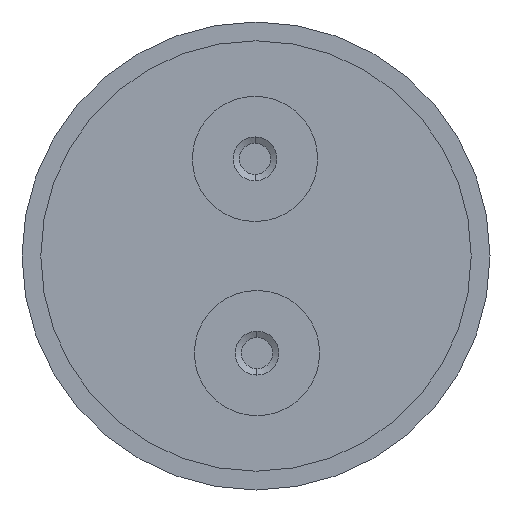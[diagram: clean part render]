
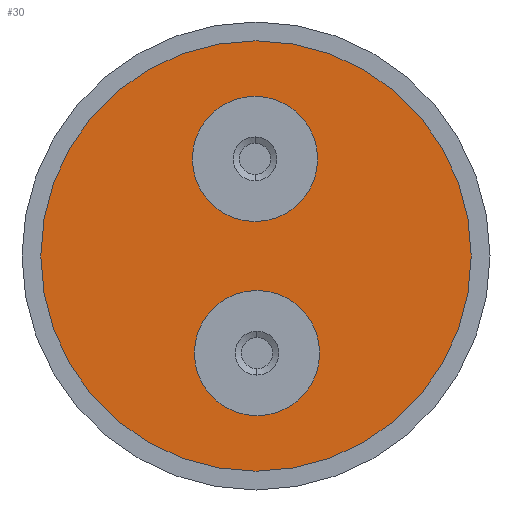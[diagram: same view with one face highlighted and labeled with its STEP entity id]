
A CAD part, front view. The second image highlights one B-rep face of the part: STEP entity #30.
In plain terms, the highlighted planar face has unit normal (0, -1, 0).
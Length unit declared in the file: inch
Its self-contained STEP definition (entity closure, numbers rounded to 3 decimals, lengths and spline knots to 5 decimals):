
#17 = VERTEX_POINT ( 'NONE', #1227 ) ;
#20 = ORIENTED_EDGE ( 'NONE', *, *, #900, .F. ) ;
#21 = DIRECTION ( 'NONE',  ( 0., 0., 1. ) ) ;
#30 = ADVANCED_FACE ( 'NONE', ( #152, #1536, #1492 ), #142, .F. ) ;
#72 = CARTESIAN_POINT ( 'NONE',  ( -0.0016, 0.34, 0.25499 ) ) ;
#100 = CARTESIAN_POINT ( 'NONE',  ( -0.0016, 0.34, 0.05499 ) ) ;
#125 = DIRECTION ( 'NONE',  ( 0., 0., -1. ) ) ;
#142 = PLANE ( 'NONE',  #1471 ) ;
#152 = FACE_BOUND ( 'NONE', #902, .T. ) ;
#156 = DIRECTION ( 'NONE',  ( 0., 1., 0. ) ) ;
#174 = CIRCLE ( 'NONE', #322, 0.1 ) ;
#258 = DIRECTION ( 'NONE',  ( 0., -1., 0. ) ) ;
#276 = EDGE_CURVE ( 'NONE', #17, #676, #174, .T. ) ;
#281 = EDGE_LOOP ( 'NONE', ( #1125, #20 ) ) ;
#322 = AXIS2_PLACEMENT_3D ( 'NONE', #1322, #1465, #1333 ) ;
#325 = CARTESIAN_POINT ( 'NONE',  ( 0., 0.34, 0. ) ) ;
#334 = EDGE_CURVE ( 'NONE', #676, #17, #1396, .T. ) ;
#387 = AXIS2_PLACEMENT_3D ( 'NONE', #1366, #594, #830 ) ;
#446 = EDGE_CURVE ( 'NONE', #1088, #881, #1649, .T. ) ;
#522 = ORIENTED_EDGE ( 'NONE', *, *, #865, .T. ) ;
#561 = CARTESIAN_POINT ( 'NONE',  ( 0.0016, 0.34, -0.15499 ) ) ;
#581 = CARTESIAN_POINT ( 'NONE',  ( -0.0016, 0.34, 0.15499 ) ) ;
#594 = DIRECTION ( 'NONE',  ( 0., -1., 0. ) ) ;
#650 = AXIS2_PLACEMENT_3D ( 'NONE', #1664, #909, #125 ) ;
#676 = VERTEX_POINT ( 'NONE', #821 ) ;
#686 = CIRCLE ( 'NONE', #910, 0.1 ) ;
#695 = DIRECTION ( 'NONE',  ( 0., -1., 0. ) ) ;
#713 = DIRECTION ( 'NONE',  ( 0., 0., 1. ) ) ;
#821 = CARTESIAN_POINT ( 'NONE',  ( 0.0016, 0.34, -0.05499 ) ) ;
#830 = DIRECTION ( 'NONE',  ( 0., 0., -1. ) ) ;
#865 = EDGE_CURVE ( 'NONE', #881, #1088, #951, .T. ) ;
#881 = VERTEX_POINT ( 'NONE', #1427 ) ;
#896 = ORIENTED_EDGE ( 'NONE', *, *, #276, .F. ) ;
#900 = EDGE_CURVE ( 'NONE', #1572, #1429, #686, .T. ) ;
#902 = EDGE_LOOP ( 'NONE', ( #1229, #896 ) ) ;
#909 = DIRECTION ( 'NONE',  ( 0., -1., 0. ) ) ;
#910 = AXIS2_PLACEMENT_3D ( 'NONE', #1046, #258, #1181 ) ;
#944 = AXIS2_PLACEMENT_3D ( 'NONE', #561, #695, #1081 ) ;
#951 = CIRCLE ( 'NONE', #650, 0.3435 ) ;
#982 = AXIS2_PLACEMENT_3D ( 'NONE', #581, #1482, #713 ) ;
#1032 = CARTESIAN_POINT ( 'NONE',  ( 0., 0.34, 0.3435 ) ) ;
#1046 = CARTESIAN_POINT ( 'NONE',  ( -0.0016, 0.34, 0.15499 ) ) ;
#1081 = DIRECTION ( 'NONE',  ( 0., 0., 1. ) ) ;
#1088 = VERTEX_POINT ( 'NONE', #1032 ) ;
#1125 = ORIENTED_EDGE ( 'NONE', *, *, #1313, .F. ) ;
#1161 = EDGE_LOOP ( 'NONE', ( #522, #1627 ) ) ;
#1181 = DIRECTION ( 'NONE',  ( 0., 0., 1. ) ) ;
#1227 = CARTESIAN_POINT ( 'NONE',  ( 0.0016, 0.34, -0.25499 ) ) ;
#1229 = ORIENTED_EDGE ( 'NONE', *, *, #334, .F. ) ;
#1254 = CIRCLE ( 'NONE', #982, 0.1 ) ;
#1313 = EDGE_CURVE ( 'NONE', #1429, #1572, #1254, .T. ) ;
#1322 = CARTESIAN_POINT ( 'NONE',  ( 0.0016, 0.34, -0.15499 ) ) ;
#1333 = DIRECTION ( 'NONE',  ( 0., 0., 1. ) ) ;
#1366 = CARTESIAN_POINT ( 'NONE',  ( 0., 0.34, 0. ) ) ;
#1396 = CIRCLE ( 'NONE', #944, 0.1 ) ;
#1427 = CARTESIAN_POINT ( 'NONE',  ( 0., 0.34, -0.3435 ) ) ;
#1429 = VERTEX_POINT ( 'NONE', #72 ) ;
#1465 = DIRECTION ( 'NONE',  ( 0., -1., 0. ) ) ;
#1471 = AXIS2_PLACEMENT_3D ( 'NONE', #325, #156, #21 ) ;
#1482 = DIRECTION ( 'NONE',  ( 0., -1., 0. ) ) ;
#1492 = FACE_BOUND ( 'NONE', #281, .T. ) ;
#1536 = FACE_OUTER_BOUND ( 'NONE', #1161, .T. ) ;
#1572 = VERTEX_POINT ( 'NONE', #100 ) ;
#1627 = ORIENTED_EDGE ( 'NONE', *, *, #446, .T. ) ;
#1649 = CIRCLE ( 'NONE', #387, 0.3435 ) ;
#1664 = CARTESIAN_POINT ( 'NONE',  ( 0., 0.34, 0. ) ) ;
